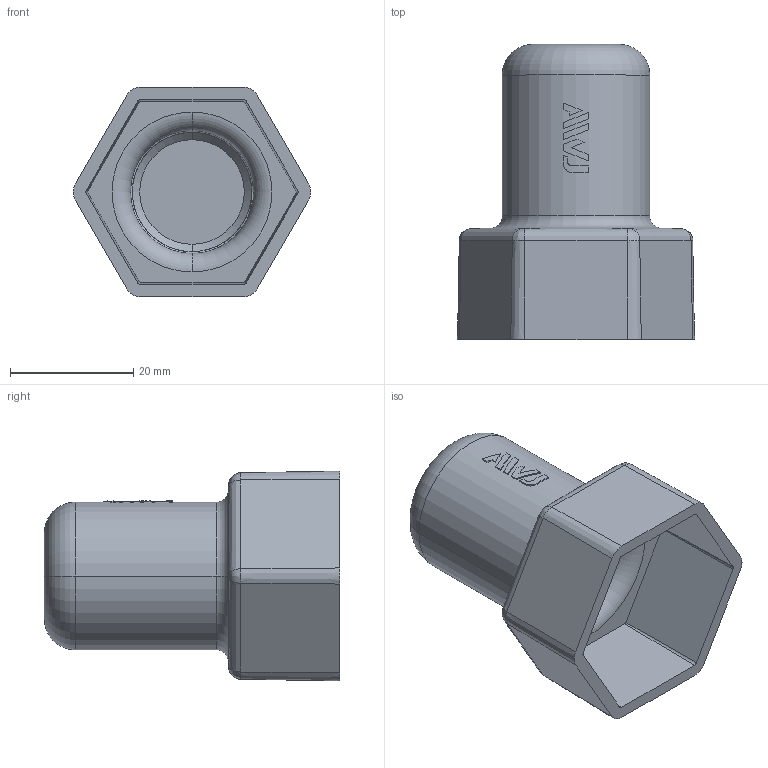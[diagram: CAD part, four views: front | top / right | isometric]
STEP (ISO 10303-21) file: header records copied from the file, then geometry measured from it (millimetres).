
FILE_DESCRIPTION(('STEP AP203'),'1');
FILE_NAME('.step','2024-11-29T09:24:40',(' '),(' '),'Spatial InterOp 3D',' ',' ');
FILE_SCHEMA(('CONFIG_CONTROL_DESIGN'));
Length unit declared in the file: millimetre
Products named in the file (1): 1
Bounding box: 38.6 x 48 x 34.13 mm (x, y, z)
Volume: 9273.8 mm3; surface area: 10108.6 mm2
Topology: 7 solids, 7 shells, 391 faces, 1295 edges, 968 vertices
Faces by surface type: bspline 201, cylinder 87, plane 79, cone 18, torus 6
Entity records: 18003 total; most frequent: CARTESIAN_POINT 8054, ORIENTED_EDGE 2590, EDGE_CURVE 1295, DIRECTION 1211, VERTEX_POINT 970, B_SPLINE_CURVE_WITH_KNOTS 632, LINE 509, VECTOR 509
